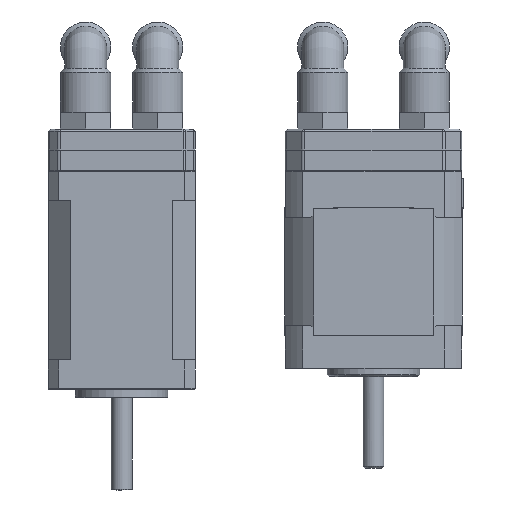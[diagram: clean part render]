
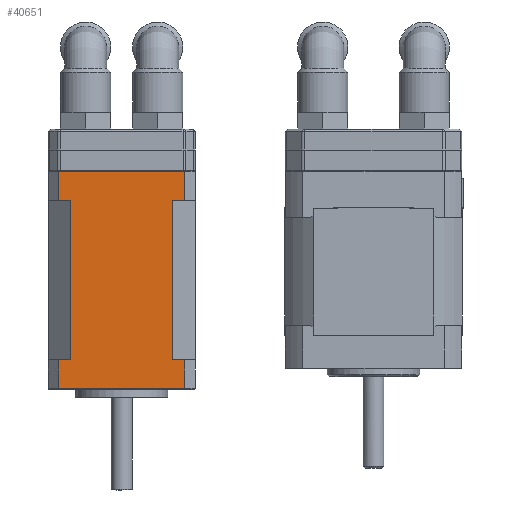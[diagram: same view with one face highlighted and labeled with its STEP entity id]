
A CAD part, left-side view. The second image highlights one B-rep face of the part: STEP entity #40651.
In plain terms, the highlighted face is planar.
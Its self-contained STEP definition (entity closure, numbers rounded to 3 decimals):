
#5837=FACE_OUTER_BOUND('',#7899,.T.);
#7899=EDGE_LOOP('',(#37887,#37888,#37889,#37890,#37891,#37892,#37893,#37894,
#37895,#37896,#37897,#37898));
#11441=LINE('',#69735,#15072);
#11510=LINE('',#69962,#15141);
#11512=LINE('',#69966,#15143);
#11515=LINE('',#69971,#15146);
#11517=LINE('',#69975,#15148);
#11518=LINE('',#69978,#15149);
#11520=LINE('',#69981,#15151);
#11521=LINE('',#69983,#15152);
#11523=LINE('',#69988,#15154);
#11527=LINE('',#69995,#15158);
#11530=LINE('',#70000,#15161);
#11531=LINE('',#70002,#15162);
#15072=VECTOR('',#57446,1000.);
#15141=VECTOR('',#57685,1000.);
#15143=VECTOR('',#57689,1000.);
#15146=VECTOR('',#57694,1000.);
#15148=VECTOR('',#57698,1000.);
#15149=VECTOR('',#57701,1000.);
#15151=VECTOR('',#57705,1000.);
#15152=VECTOR('',#57708,1000.);
#15154=VECTOR('',#57712,1000.);
#15158=VECTOR('',#57718,1000.);
#15161=VECTOR('',#57725,1000.);
#15162=VECTOR('',#57728,1000.);
#19172=VERTEX_POINT('',#69732);
#19173=VERTEX_POINT('',#69734);
#19233=VERTEX_POINT('',#69917);
#19237=VERTEX_POINT('',#69929);
#19245=VERTEX_POINT('',#69959);
#19246=VERTEX_POINT('',#69961);
#19247=VERTEX_POINT('',#69965);
#19248=VERTEX_POINT('',#69969);
#19249=VERTEX_POINT('',#69973);
#19250=VERTEX_POINT('',#69977);
#19252=VERTEX_POINT('',#69987);
#19253=VERTEX_POINT('',#69991);
#25342=EDGE_CURVE('',#19172,#19173,#11441,.T.);
#25449=EDGE_CURVE('',#19246,#19245,#11510,.T.);
#25451=EDGE_CURVE('',#19246,#19247,#11512,.T.);
#25454=EDGE_CURVE('',#19247,#19248,#11515,.T.);
#25456=EDGE_CURVE('',#19248,#19249,#11517,.T.);
#25457=EDGE_CURVE('',#19250,#19249,#11518,.T.);
#25459=EDGE_CURVE('',#19233,#19250,#11520,.T.);
#25460=EDGE_CURVE('',#19237,#19233,#11521,.T.);
#25462=EDGE_CURVE('',#19237,#19252,#11523,.T.);
#25466=EDGE_CURVE('',#19253,#19252,#11527,.T.);
#25469=EDGE_CURVE('',#19245,#19173,#11530,.T.);
#25470=EDGE_CURVE('',#19172,#19253,#11531,.T.);
#37887=ORIENTED_EDGE('',*,*,#25462,.F.);
#37888=ORIENTED_EDGE('',*,*,#25460,.T.);
#37889=ORIENTED_EDGE('',*,*,#25459,.T.);
#37890=ORIENTED_EDGE('',*,*,#25457,.T.);
#37891=ORIENTED_EDGE('',*,*,#25456,.F.);
#37892=ORIENTED_EDGE('',*,*,#25454,.F.);
#37893=ORIENTED_EDGE('',*,*,#25451,.F.);
#37894=ORIENTED_EDGE('',*,*,#25449,.T.);
#37895=ORIENTED_EDGE('',*,*,#25469,.T.);
#37896=ORIENTED_EDGE('',*,*,#25342,.F.);
#37897=ORIENTED_EDGE('',*,*,#25470,.T.);
#37898=ORIENTED_EDGE('',*,*,#25466,.T.);
#38787=PLANE('',#45193);
#40651=ADVANCED_FACE('',(#5837),#38787,.F.);
#45193=AXIS2_PLACEMENT_3D('',#70001,#57726,#57727);
#57446=DIRECTION('',(1.,0.,0.));
#57685=DIRECTION('',(1.,0.,0.));
#57689=DIRECTION('',(0.,1.,0.));
#57694=DIRECTION('',(1.,0.,0.));
#57698=DIRECTION('',(0.,1.,0.));
#57701=DIRECTION('',(1.,0.,0.));
#57705=DIRECTION('',(0.,-1.,0.));
#57708=DIRECTION('',(-1.,0.,0.));
#57712=DIRECTION('',(0.,-1.,0.));
#57718=DIRECTION('',(1.,0.,0.));
#57725=DIRECTION('',(0.,1.,0.));
#57726=DIRECTION('center_axis',(0.,0.,
-1.));
#57727=DIRECTION('ref_axis',(-1.,0.,0.));
#57728=DIRECTION('',(0.,1.,0.));
#69732=CARTESIAN_POINT('',(16.962,-9.634,35.));
#69734=CARTESIAN_POINT('',(19.791,-9.634,35.));
#69735=CARTESIAN_POINT('',(-10.263,-9.634,35.));
#69917=CARTESIAN_POINT('',(-10.263,35.116,35.));
#69929=CARTESIAN_POINT('',(19.791,35.116,35.));
#69959=CARTESIAN_POINT('',(19.791,-16.634,35.));
#69961=CARTESIAN_POINT('',(-10.263,-16.634,35.));
#69962=CARTESIAN_POINT('',(-10.263,-16.634,35.));
#69965=CARTESIAN_POINT('',(-10.263,-9.634,35.));
#69966=CARTESIAN_POINT('',(-10.263,-16.634,35.));
#69969=CARTESIAN_POINT('',(-7.434,-9.634,35.));
#69971=CARTESIAN_POINT('',(-10.263,-9.634,35.));
#69973=CARTESIAN_POINT('',(-7.434,28.366,35.));
#69975=CARTESIAN_POINT('',(-7.434,10.366,35.));
#69977=CARTESIAN_POINT('',(-10.263,28.366,35.));
#69978=CARTESIAN_POINT('',(-10.263,28.366,35.));
#69981=CARTESIAN_POINT('',(-10.263,35.366,35.));
#69983=CARTESIAN_POINT('',(-10.263,35.116,35.));
#69987=CARTESIAN_POINT('',(19.791,28.366,35.));
#69988=CARTESIAN_POINT('',(19.791,35.366,35.));
#69991=CARTESIAN_POINT('',(16.962,28.366,35.));
#69995=CARTESIAN_POINT('',(-10.263,28.366,35.));
#70000=CARTESIAN_POINT('',(19.791,-16.634,35.));
#70001=CARTESIAN_POINT('Origin',(-10.263,35.366,35.));
#70002=CARTESIAN_POINT('',(16.962,10.366,35.));
